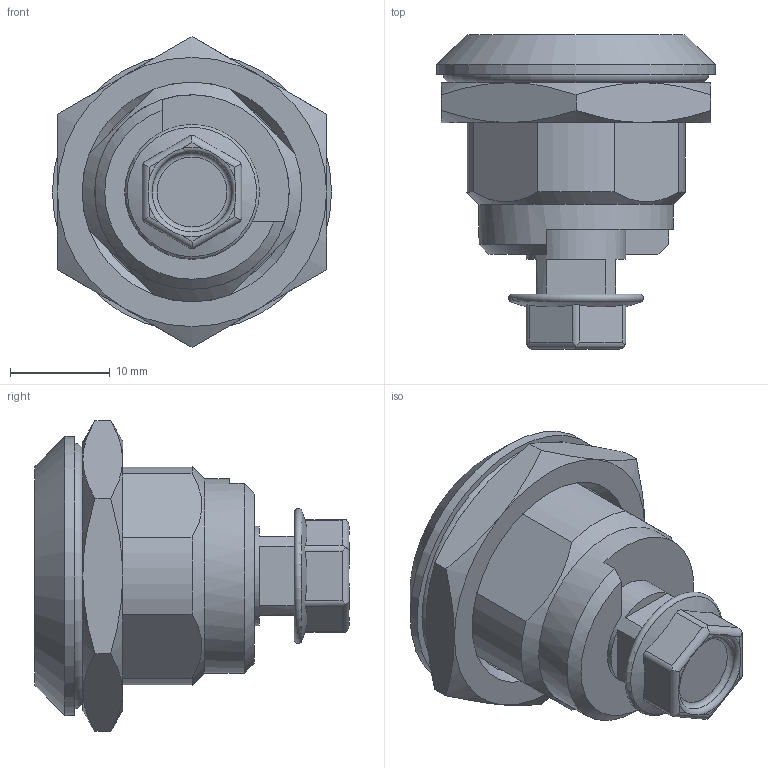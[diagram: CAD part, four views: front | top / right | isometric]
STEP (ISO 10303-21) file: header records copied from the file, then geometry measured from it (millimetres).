
FILE_DESCRIPTION( ( 'STEP AP214' ), '1' );
FILE_NAME( 'K1106.181860.stp', '2020-12-10T09:57:16', ( '' ), ( '' ), ' ', 'PARTsolutions', ' ' );
FILE_SCHEMA( ( 'AUTOMOTIVE_DESIGN { 1 0 10303 214 1 1 1 1 }' ) );
Length unit declared in the file: millimetre
Products named in the file (5): K1106.181860; _K1106_gehauese1; _K1113_betaetigung4; _K1113_schraube3; _K1113_mutter42
Assembly tree (4 placements, depth 2):
  K1106.181860
    _K1106_gehauese1
    _K1113_betaetigung4
    _K1113_schraube3
    _K1113_mutter42
Bounding box: 28 x 31.5 x 31.18 mm (x, y, z)
Volume: 8712.2 mm3; surface area: 6869.3 mm2
Topology: 4 solids, 4 shells, 112 faces, 265 edges, 169 vertices
Faces by surface type: plane 54, cylinder 31, cone 21, torus 6
Full cylindrical faces by diameter (mm): 4.917 x1, 6 x1, 10 x2, 15.9 x2, 16.1 x2, 19.5 x1, 20.376 x1, 28 x1
Entity records: 4226 total; most frequent: CARTESIAN_POINT 799, DIRECTION 518, ORIENTED_EDGE 468, EDGE_CURVE 234, AXIS2_PLACEMENT_3D 215, VERTEX_POINT 164, EDGE_LOOP 149, FACE_OUTER_BOUND 129
